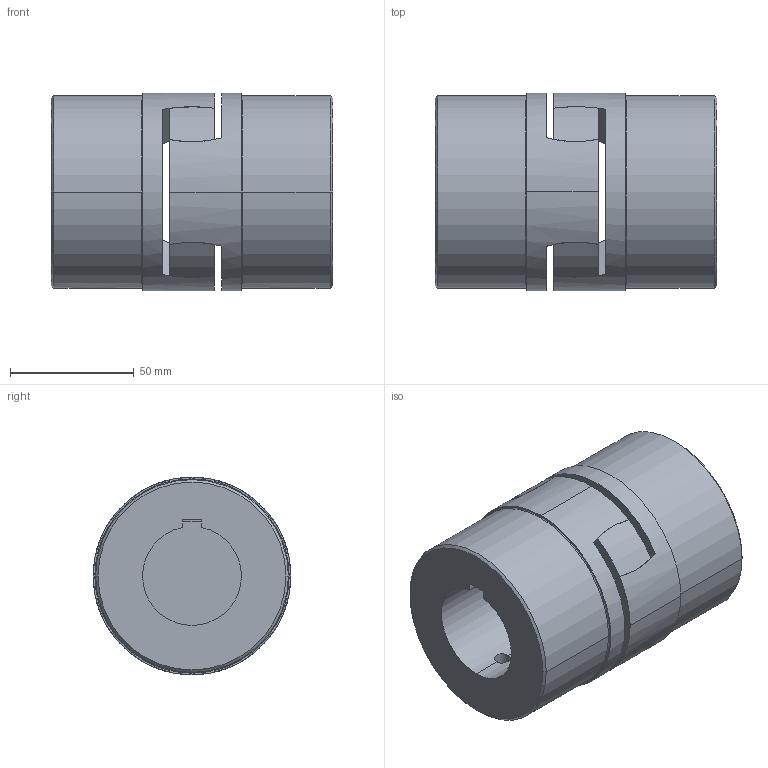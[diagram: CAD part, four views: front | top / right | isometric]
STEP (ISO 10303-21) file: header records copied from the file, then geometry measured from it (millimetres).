
FILE_DESCRIPTION(('STEP AP214'),'1');
FILE_NAME('g38_45_b_b_40_40.stp','2017-10-10T12:20:13',('TraceParts'),('TraceParts S.A.'),'Spatial InterOp 3D',' ',' ');
FILE_SCHEMA(('automotive_design'));
Length unit declared in the file: millimetre
Products named in the file (3): g38_45_b_b_40_40_1; g38_45_b_b_40_40_2; g38_45_b_b_40_40_3
Bounding box: 114 x 80 x 80 mm (x, y, z)
Volume: 415700.5 mm3; surface area: 67889.8 mm2
Topology: 3 solids, 3 shells, 73 faces, 219 edges, 140 vertices
Faces by surface type: cylinder 36, plane 15, sphere 14, torus 4, cone 4
Entity records: 3160 total; most frequent: CARTESIAN_POINT 1179, DIRECTION 417, ORIENTED_EDGE 414, EDGE_CURVE 207, AXIS2_PLACEMENT_3D 178, VERTEX_POINT 140, CIRCLE 102, EDGE_LOOP 81
